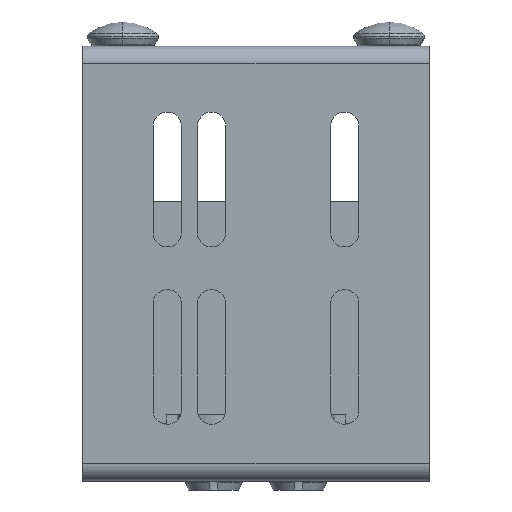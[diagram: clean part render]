
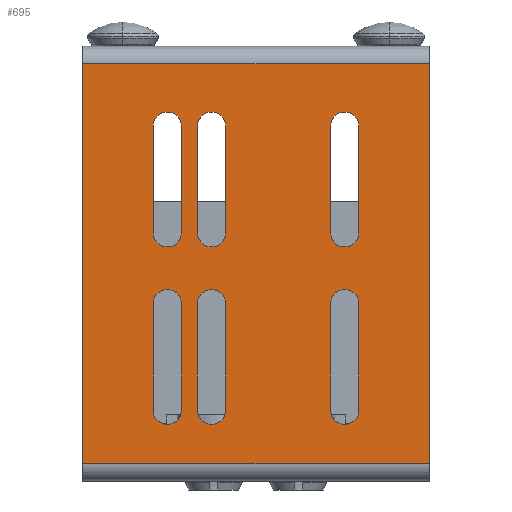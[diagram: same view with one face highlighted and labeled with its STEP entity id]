
A CAD part, left-side view. The second image highlights one B-rep face of the part: STEP entity #695.
In plain terms, the highlighted planar face has unit normal (-1, 0, 0).
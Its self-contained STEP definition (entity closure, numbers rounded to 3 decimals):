
#695=ADVANCED_FACE('',(#1926,#1927,#1928,#1929,#1930,#1931,#1932),#1933,.T.);
#1926=FACE_BOUND('',#3768,.T.);
#1927=FACE_BOUND('',#3769,.T.);
#1928=FACE_BOUND('',#3770,.T.);
#1929=FACE_BOUND('',#3771,.T.);
#1930=FACE_BOUND('',#3772,.T.);
#1931=FACE_BOUND('',#3773,.T.);
#1932=FACE_OUTER_BOUND('',#3774,.T.);
#1933=PLANE('',#3775);
#3768=EDGE_LOOP('',(#5852,#5853,#5854,#5855));
#3769=EDGE_LOOP('',(#5856,#5857,#5858,#5859));
#3770=EDGE_LOOP('',(#5860,#5861,#5862,#5863));
#3771=EDGE_LOOP('',(#5864,#5865,#5866,#5867));
#3772=EDGE_LOOP('',(#5868,#5869,#5870,#5871));
#3773=EDGE_LOOP('',(#5872,#5873,#5874,#5875));
#3774=EDGE_LOOP('',(#5876,#5877,#5878,#5879));
#3775=AXIS2_PLACEMENT_3D('',#5880,#5881,#5882);
#5852=ORIENTED_EDGE('',*,*,#10785,.T.);
#5853=ORIENTED_EDGE('',*,*,#10911,.T.);
#5854=ORIENTED_EDGE('',*,*,#10790,.T.);
#5855=ORIENTED_EDGE('',*,*,#10912,.T.);
#5856=ORIENTED_EDGE('',*,*,#10795,.T.);
#5857=ORIENTED_EDGE('',*,*,#10913,.T.);
#5858=ORIENTED_EDGE('',*,*,#10800,.T.);
#5859=ORIENTED_EDGE('',*,*,#10914,.T.);
#5860=ORIENTED_EDGE('',*,*,#10805,.T.);
#5861=ORIENTED_EDGE('',*,*,#10915,.T.);
#5862=ORIENTED_EDGE('',*,*,#10810,.T.);
#5863=ORIENTED_EDGE('',*,*,#10916,.T.);
#5864=ORIENTED_EDGE('',*,*,#10815,.T.);
#5865=ORIENTED_EDGE('',*,*,#10917,.T.);
#5866=ORIENTED_EDGE('',*,*,#10820,.T.);
#5867=ORIENTED_EDGE('',*,*,#10918,.T.);
#5868=ORIENTED_EDGE('',*,*,#10825,.T.);
#5869=ORIENTED_EDGE('',*,*,#10919,.T.);
#5870=ORIENTED_EDGE('',*,*,#10830,.T.);
#5871=ORIENTED_EDGE('',*,*,#10920,.T.);
#5872=ORIENTED_EDGE('',*,*,#10835,.T.);
#5873=ORIENTED_EDGE('',*,*,#10921,.T.);
#5874=ORIENTED_EDGE('',*,*,#10840,.T.);
#5875=ORIENTED_EDGE('',*,*,#10922,.T.);
#5876=ORIENTED_EDGE('',*,*,#10857,.T.);
#5877=ORIENTED_EDGE('',*,*,#10909,.F.);
#5878=ORIENTED_EDGE('',*,*,#10923,.F.);
#5879=ORIENTED_EDGE('',*,*,#10924,.T.);
#5880=CARTESIAN_POINT('',(0.0,39.0,49.));
#5881=DIRECTION('',(-1.0,0.0,0.0));
#5882=DIRECTION('',(0.0,0.0,-1.0));
#10785=EDGE_CURVE('',#12886,#12883,#12887,.T.);
#10790=EDGE_CURVE('',#12895,#12892,#12896,.T.);
#10795=EDGE_CURVE('',#12904,#12901,#12905,.T.);
#10800=EDGE_CURVE('',#12913,#12910,#12914,.T.);
#10805=EDGE_CURVE('',#12922,#12919,#12923,.T.);
#10810=EDGE_CURVE('',#12931,#12928,#12932,.T.);
#10815=EDGE_CURVE('',#12940,#12937,#12941,.T.);
#10820=EDGE_CURVE('',#12949,#12946,#12950,.T.);
#10825=EDGE_CURVE('',#12958,#12955,#12959,.T.);
#10830=EDGE_CURVE('',#12967,#12964,#12968,.T.);
#10835=EDGE_CURVE('',#12976,#12973,#12977,.T.);
#10840=EDGE_CURVE('',#12985,#12982,#12986,.T.);
#10857=EDGE_CURVE('',#13016,#13014,#13017,.T.);
#10909=EDGE_CURVE('',#13091,#13014,#13093,.T.);
#10911=EDGE_CURVE('',#12883,#12895,#13095,.T.);
#10912=EDGE_CURVE('',#12892,#12886,#13096,.T.);
#10913=EDGE_CURVE('',#12901,#12913,#13097,.T.);
#10914=EDGE_CURVE('',#12910,#12904,#13098,.T.);
#10915=EDGE_CURVE('',#12919,#12931,#13099,.T.);
#10916=EDGE_CURVE('',#12928,#12922,#13100,.T.);
#10917=EDGE_CURVE('',#12937,#12949,#13101,.T.);
#10918=EDGE_CURVE('',#12946,#12940,#13102,.T.);
#10919=EDGE_CURVE('',#12955,#12967,#13103,.T.);
#10920=EDGE_CURVE('',#12964,#12958,#13104,.T.);
#10921=EDGE_CURVE('',#12973,#12985,#13105,.T.);
#10922=EDGE_CURVE('',#12982,#12976,#13106,.T.);
#10923=EDGE_CURVE('',#13107,#13091,#13108,.T.);
#10924=EDGE_CURVE('',#13107,#13016,#13109,.T.);
#12883=VERTEX_POINT('',#15894);
#12886=VERTEX_POINT('',#15898);
#12887=CIRCLE('',#15899,3.2);
#12892=VERTEX_POINT('',#15905);
#12895=VERTEX_POINT('',#15909);
#12896=CIRCLE('',#15910,3.2);
#12901=VERTEX_POINT('',#15916);
#12904=VERTEX_POINT('',#15920);
#12905=CIRCLE('',#15921,3.2);
#12910=VERTEX_POINT('',#15927);
#12913=VERTEX_POINT('',#15931);
#12914=CIRCLE('',#15932,3.2);
#12919=VERTEX_POINT('',#15938);
#12922=VERTEX_POINT('',#15942);
#12923=CIRCLE('',#15943,3.2);
#12928=VERTEX_POINT('',#15949);
#12931=VERTEX_POINT('',#15953);
#12932=CIRCLE('',#15954,3.2);
#12937=VERTEX_POINT('',#15960);
#12940=VERTEX_POINT('',#15964);
#12941=CIRCLE('',#15965,3.2);
#12946=VERTEX_POINT('',#15971);
#12949=VERTEX_POINT('',#15975);
#12950=CIRCLE('',#15976,3.2);
#12955=VERTEX_POINT('',#15982);
#12958=VERTEX_POINT('',#15986);
#12959=CIRCLE('',#15987,3.2);
#12964=VERTEX_POINT('',#15993);
#12967=VERTEX_POINT('',#15997);
#12968=CIRCLE('',#15998,3.2);
#12973=VERTEX_POINT('',#16004);
#12976=VERTEX_POINT('',#16008);
#12977=CIRCLE('',#16009,3.2);
#12982=VERTEX_POINT('',#16015);
#12985=VERTEX_POINT('',#16019);
#12986=CIRCLE('',#16020,3.2);
#13014=VERTEX_POINT('',#16055);
#13016=VERTEX_POINT('',#16057);
#13017=LINE('',#16058,#16059);
#13091=VERTEX_POINT('',#16167);
#13093=LINE('',#16169,#16170);
#13095=LINE('',#16172,#16173);
#13096=LINE('',#16174,#16175);
#13097=LINE('',#16176,#16177);
#13098=LINE('',#16178,#16179);
#13099=LINE('',#16180,#16181);
#13100=LINE('',#16182,#16183);
#13101=LINE('',#16184,#16185);
#13102=LINE('',#16186,#16187);
#13103=LINE('',#16188,#16189);
#13104=LINE('',#16190,#16191);
#13105=LINE('',#16192,#16193);
#13106=LINE('',#16194,#16195);
#13107=VERTEX_POINT('',#16196);
#13108=LINE('',#16197,#16198);
#13109=LINE('',#16199,#16200);
#15894=CARTESIAN_POINT('',(0.0,16.8,40.));
#15898=CARTESIAN_POINT('',(0.0,23.2,40.));
#15899=AXIS2_PLACEMENT_3D('',#20557,#20558,#20559);
#15905=CARTESIAN_POINT('',(0.0,23.2,16.));
#15909=CARTESIAN_POINT('',(0.0,16.8,16.));
#15910=AXIS2_PLACEMENT_3D('',#20565,#20566,#20567);
#15916=CARTESIAN_POINT('',(0.0,16.8,80.));
#15920=CARTESIAN_POINT('',(0.0,23.2,80.));
#15921=AXIS2_PLACEMENT_3D('',#20573,#20574,#20575);
#15927=CARTESIAN_POINT('',(0.0,23.2,56.));
#15931=CARTESIAN_POINT('',(0.0,16.8,56.));
#15932=AXIS2_PLACEMENT_3D('',#20581,#20582,#20583);
#15938=CARTESIAN_POINT('',(0.0,-23.2,40.));
#15942=CARTESIAN_POINT('',(0.0,-16.8,40.));
#15943=AXIS2_PLACEMENT_3D('',#20589,#20590,#20591);
#15949=CARTESIAN_POINT('',(0.0,-16.8,16.));
#15953=CARTESIAN_POINT('',(0.0,-23.2,16.));
#15954=AXIS2_PLACEMENT_3D('',#20597,#20598,#20599);
#15960=CARTESIAN_POINT('',(0.0,-23.2,80.));
#15964=CARTESIAN_POINT('',(0.0,-16.8,80.));
#15965=AXIS2_PLACEMENT_3D('',#20605,#20606,#20607);
#15971=CARTESIAN_POINT('',(0.0,-16.8,56.));
#15975=CARTESIAN_POINT('',(0.0,-23.2,56.));
#15976=AXIS2_PLACEMENT_3D('',#20613,#20614,#20615);
#15982=CARTESIAN_POINT('',(0.0,6.8,40.));
#15986=CARTESIAN_POINT('',(0.0,13.2,40.));
#15987=AXIS2_PLACEMENT_3D('',#20621,#20622,#20623);
#15993=CARTESIAN_POINT('',(0.0,13.2,16.));
#15997=CARTESIAN_POINT('',(0.0,6.8,16.));
#15998=AXIS2_PLACEMENT_3D('',#20629,#20630,#20631);
#16004=CARTESIAN_POINT('',(0.0,6.8,80.));
#16008=CARTESIAN_POINT('',(0.0,13.2,80.));
#16009=AXIS2_PLACEMENT_3D('',#20637,#20638,#20639);
#16015=CARTESIAN_POINT('',(0.0,13.2,56.));
#16019=CARTESIAN_POINT('',(0.0,6.8,56.));
#16020=AXIS2_PLACEMENT_3D('',#20645,#20646,#20647);
#16055=CARTESIAN_POINT('',(0.0,-39.0,94.08));
#16057=CARTESIAN_POINT('',(0.,-39.0,3.92));
#16058=CARTESIAN_POINT('',(0.0,-39.0,3.92));
#16059=VECTOR('',#20673,1.0);
#16167=CARTESIAN_POINT('',(0.0,39.0,94.08));
#16169=CARTESIAN_POINT('',(0.0,39.0,94.08));
#16170=VECTOR('',#20738,1.0);
#16172=CARTESIAN_POINT('',(0.0,16.8,41.5));
#16173=VECTOR('',#20739,1.0);
#16174=CARTESIAN_POINT('',(0.0,23.2,38.5));
#16175=VECTOR('',#20740,1.0);
#16176=CARTESIAN_POINT('',(0.0,16.8,61.5));
#16177=VECTOR('',#20741,1.0);
#16178=CARTESIAN_POINT('',(0.0,23.2,58.5));
#16179=VECTOR('',#20742,1.0);
#16180=CARTESIAN_POINT('',(0.0,-23.2,41.5));
#16181=VECTOR('',#20743,1.0);
#16182=CARTESIAN_POINT('',(0.0,-16.8,38.5));
#16183=VECTOR('',#20744,1.0);
#16184=CARTESIAN_POINT('',(0.0,-23.2,61.5));
#16185=VECTOR('',#20745,1.0);
#16186=CARTESIAN_POINT('',(0.0,-16.8,58.5));
#16187=VECTOR('',#20746,1.0);
#16188=CARTESIAN_POINT('',(0.0,6.8,41.5));
#16189=VECTOR('',#20747,1.0);
#16190=CARTESIAN_POINT('',(0.0,13.2,38.5));
#16191=VECTOR('',#20748,1.0);
#16192=CARTESIAN_POINT('',(0.0,6.8,61.5));
#16193=VECTOR('',#20749,1.0);
#16194=CARTESIAN_POINT('',(0.0,13.2,58.5));
#16195=VECTOR('',#20750,1.0);
#16196=CARTESIAN_POINT('',(0.,39.0,3.92));
#16197=CARTESIAN_POINT('',(0.0,39.0,3.92));
#16198=VECTOR('',#20751,1.0);
#16199=CARTESIAN_POINT('',(0.,39.0,3.92));
#16200=VECTOR('',#20752,1.0);
#20557=CARTESIAN_POINT('',(0.0,20.0,40.));
#20558=DIRECTION('',(1.0,-0.0,0.0));
#20559=DIRECTION('',(0.0,1.,0.));
#20565=CARTESIAN_POINT('',(0.0,20.0,16.));
#20566=DIRECTION('',(1.0,0.0,-0.0));
#20567=DIRECTION('',(0.0,-1.,0.));
#20573=CARTESIAN_POINT('',(0.0,20.0,80.));
#20574=DIRECTION('',(1.0,-0.0,0.0));
#20575=DIRECTION('',(0.0,1.,0.));
#20581=CARTESIAN_POINT('',(0.0,20.0,56.));
#20582=DIRECTION('',(1.0,0.0,-0.0));
#20583=DIRECTION('',(0.0,-1.,0.));
#20589=CARTESIAN_POINT('',(0.0,-20.0,40.));
#20590=DIRECTION('',(1.0,-0.0,0.0));
#20591=DIRECTION('',(0.0,1.,0.));
#20597=CARTESIAN_POINT('',(0.0,-20.0,16.));
#20598=DIRECTION('',(1.0,0.0,-0.0));
#20599=DIRECTION('',(0.0,-1.,0.));
#20605=CARTESIAN_POINT('',(0.0,-20.0,80.));
#20606=DIRECTION('',(1.0,-0.0,0.0));
#20607=DIRECTION('',(0.0,1.,0.));
#20613=CARTESIAN_POINT('',(0.0,-20.0,56.));
#20614=DIRECTION('',(1.0,0.0,-0.0));
#20615=DIRECTION('',(0.0,-1.,0.));
#20621=CARTESIAN_POINT('',(0.0,10.0,40.));
#20622=DIRECTION('',(1.0,-0.0,0.0));
#20623=DIRECTION('',(0.0,1.,0.));
#20629=CARTESIAN_POINT('',(0.0,10.0,16.));
#20630=DIRECTION('',(1.0,0.0,-0.0));
#20631=DIRECTION('',(0.0,-1.,0.));
#20637=CARTESIAN_POINT('',(0.0,10.0,80.));
#20638=DIRECTION('',(1.0,-0.0,0.0));
#20639=DIRECTION('',(0.0,1.,0.));
#20645=CARTESIAN_POINT('',(0.0,10.0,56.));
#20646=DIRECTION('',(1.0,0.0,-0.0));
#20647=DIRECTION('',(0.0,-1.,0.));
#20673=DIRECTION('',(0.0,0.0,1.0));
#20738=DIRECTION('',(0.0,-1.0,0.0));
#20739=DIRECTION('',(-0.0,-0.0,-1.0));
#20740=DIRECTION('',(0.0,-0.0,1.0));
#20741=DIRECTION('',(-0.0,-0.0,-1.0));
#20742=DIRECTION('',(0.0,-0.0,1.0));
#20743=DIRECTION('',(-0.0,-0.0,-1.0));
#20744=DIRECTION('',(0.0,-0.0,1.0));
#20745=DIRECTION('',(-0.0,-0.0,-1.0));
#20746=DIRECTION('',(0.0,-0.0,1.0));
#20747=DIRECTION('',(-0.0,-0.0,-1.0));
#20748=DIRECTION('',(0.0,-0.0,1.0));
#20749=DIRECTION('',(-0.0,-0.0,-1.0));
#20750=DIRECTION('',(0.0,-0.0,1.0));
#20751=DIRECTION('',(0.0,0.0,1.0));
#20752=DIRECTION('',(0.0,-1.0,0.0));
